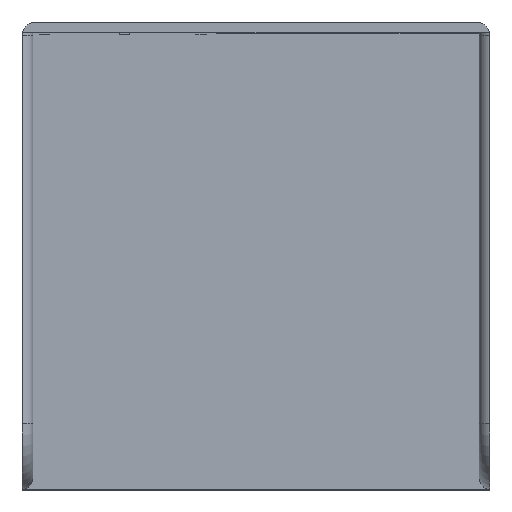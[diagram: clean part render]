
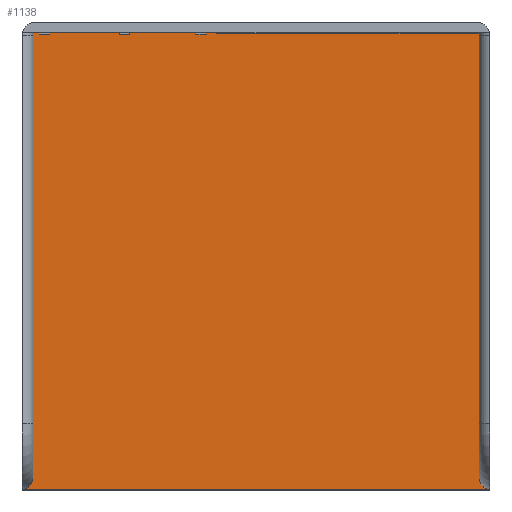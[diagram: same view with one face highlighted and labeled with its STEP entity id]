
A CAD part, top view. The second image highlights one B-rep face of the part: STEP entity #1138.
In plain terms, the highlighted planar face has unit normal (0, 0, 1).
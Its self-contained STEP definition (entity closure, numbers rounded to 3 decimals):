
#32=FACE_BOUND('',#198,.T.);
#33=FACE_BOUND('',#199,.T.);
#34=FACE_BOUND('',#200,.T.);
#55=CIRCLE('',#1229,5.);
#61=CIRCLE('',#1240,5.);
#62=CIRCLE('',#1242,5.);
#71=PLANE('',#1246);
#131=FACE_OUTER_BOUND('',#197,.T.);
#197=EDGE_LOOP('',(#881,#882,#883,#884,#885,#886,#887,#888,#889));
#198=EDGE_LOOP('',(#890,#891,#892,#893));
#199=EDGE_LOOP('',(#894,#895,#896,#897));
#200=EDGE_LOOP('',(#898,#899,#900,#901));
#275=LINE('',#1744,#399);
#279=LINE('',#1751,#403);
#285=LINE('',#1818,#409);
#286=LINE('',#1820,#410);
#287=LINE('',#1822,#411);
#288=LINE('',#1823,#412);
#289=LINE('',#1826,#413);
#290=LINE('',#1828,#414);
#291=LINE('',#1830,#415);
#292=LINE('',#1831,#416);
#293=LINE('',#1834,#417);
#294=LINE('',#1836,#418);
#295=LINE('',#1838,#419);
#296=LINE('',#1839,#420);
#297=LINE('',#1842,#421);
#298=LINE('',#1844,#422);
#299=LINE('',#1846,#423);
#300=LINE('',#1847,#424);
#399=VECTOR('',#1397,10.);
#403=VECTOR('',#1403,10.);
#409=VECTOR('',#1439,10.);
#410=VECTOR('',#1440,10.);
#411=VECTOR('',#1441,10.);
#412=VECTOR('',#1442,10.);
#413=VECTOR('',#1443,10.);
#414=VECTOR('',#1444,10.);
#415=VECTOR('',#1445,10.);
#416=VECTOR('',#1446,10.);
#417=VECTOR('',#1447,10.);
#418=VECTOR('',#1448,10.);
#419=VECTOR('',#1449,10.);
#420=VECTOR('',#1450,10.);
#421=VECTOR('',#1451,10.);
#422=VECTOR('',#1452,10.);
#423=VECTOR('',#1453,10.);
#424=VECTOR('',#1454,10.);
#509=VERTEX_POINT('',#1638);
#532=VERTEX_POINT('',#1738);
#533=VERTEX_POINT('',#1739);
#535=VERTEX_POINT('',#1749);
#541=VERTEX_POINT('',#1800);
#542=VERTEX_POINT('',#1804);
#543=VERTEX_POINT('',#1805);
#548=VERTEX_POINT('',#1819);
#549=VERTEX_POINT('',#1821);
#550=VERTEX_POINT('',#1824);
#551=VERTEX_POINT('',#1825);
#552=VERTEX_POINT('',#1827);
#553=VERTEX_POINT('',#1829);
#554=VERTEX_POINT('',#1832);
#555=VERTEX_POINT('',#1833);
#556=VERTEX_POINT('',#1835);
#557=VERTEX_POINT('',#1837);
#558=VERTEX_POINT('',#1840);
#559=VERTEX_POINT('',#1841);
#560=VERTEX_POINT('',#1843);
#561=VERTEX_POINT('',#1845);
#652=EDGE_CURVE('',#532,#533,#55,.T.);
#655=EDGE_CURVE('',#509,#532,#275,.T.);
#659=EDGE_CURVE('',#533,#535,#279,.T.);
#668=EDGE_CURVE('',#509,#541,#61,.F.);
#670=EDGE_CURVE('',#542,#543,#62,.T.);
#677=EDGE_CURVE('',#542,#541,#285,.T.);
#678=EDGE_CURVE('',#535,#548,#286,.T.);
#679=EDGE_CURVE('',#548,#549,#287,.T.);
#680=EDGE_CURVE('',#543,#549,#288,.T.);
#681=EDGE_CURVE('',#550,#551,#289,.T.);
#682=EDGE_CURVE('',#551,#552,#290,.T.);
#683=EDGE_CURVE('',#552,#553,#291,.T.);
#684=EDGE_CURVE('',#553,#550,#292,.T.);
#685=EDGE_CURVE('',#554,#555,#293,.T.);
#686=EDGE_CURVE('',#555,#556,#294,.T.);
#687=EDGE_CURVE('',#556,#557,#295,.T.);
#688=EDGE_CURVE('',#557,#554,#296,.T.);
#689=EDGE_CURVE('',#558,#559,#297,.T.);
#690=EDGE_CURVE('',#559,#560,#298,.T.);
#691=EDGE_CURVE('',#560,#561,#299,.T.);
#692=EDGE_CURVE('',#561,#558,#300,.T.);
#881=ORIENTED_EDGE('',*,*,#670,.F.);
#882=ORIENTED_EDGE('',*,*,#677,.T.);
#883=ORIENTED_EDGE('',*,*,#668,.F.);
#884=ORIENTED_EDGE('',*,*,#655,.T.);
#885=ORIENTED_EDGE('',*,*,#652,.T.);
#886=ORIENTED_EDGE('',*,*,#659,.T.);
#887=ORIENTED_EDGE('',*,*,#678,.T.);
#888=ORIENTED_EDGE('',*,*,#679,.T.);
#889=ORIENTED_EDGE('',*,*,#680,.F.);
#890=ORIENTED_EDGE('',*,*,#681,.T.);
#891=ORIENTED_EDGE('',*,*,#682,.T.);
#892=ORIENTED_EDGE('',*,*,#683,.T.);
#893=ORIENTED_EDGE('',*,*,#684,.T.);
#894=ORIENTED_EDGE('',*,*,#685,.T.);
#895=ORIENTED_EDGE('',*,*,#686,.T.);
#896=ORIENTED_EDGE('',*,*,#687,.T.);
#897=ORIENTED_EDGE('',*,*,#688,.T.);
#898=ORIENTED_EDGE('',*,*,#689,.T.);
#899=ORIENTED_EDGE('',*,*,#690,.T.);
#900=ORIENTED_EDGE('',*,*,#691,.T.);
#901=ORIENTED_EDGE('',*,*,#692,.T.);
#1138=ADVANCED_FACE('',(#131,#32,#33,#34),#71,.T.);
#1229=AXIS2_PLACEMENT_3D('',#1740,#1391,#1392);
#1240=AXIS2_PLACEMENT_3D('',#1801,#1421,#1422);
#1242=AXIS2_PLACEMENT_3D('',#1806,#1426,#1427);
#1246=AXIS2_PLACEMENT_3D('',#1817,#1437,#1438);
#1391=DIRECTION('center_axis',(0.,0.,-1.));
#1392=DIRECTION('ref_axis',(-0.2,-0.98,0.));
#1397=DIRECTION('',(1.,0.,0.));
#1403=DIRECTION('',(0.,1.,0.));
#1421=DIRECTION('center_axis',(0.,0.,-1.));
#1422=DIRECTION('ref_axis',(0.2,-0.98,0.));
#1426=DIRECTION('center_axis',(0.,0.,-1.));
#1427=DIRECTION('ref_axis',(-0.707,0.707,0.));
#1437=DIRECTION('center_axis',(0.,0.,1.));
#1438=DIRECTION('ref_axis',(1.,0.,0.));
#1439=DIRECTION('',(0.,-1.,0.));
#1440=DIRECTION('',(-1.,0.,0.));
#1441=DIRECTION('',(0.,1.,0.));
#1442=DIRECTION('',(1.,0.,0.));
#1443=DIRECTION('',(0.,1.,0.));
#1444=DIRECTION('',(1.,0.,0.));
#1445=DIRECTION('',(0.,-1.,0.));
#1446=DIRECTION('',(-1.,0.,0.));
#1447=DIRECTION('',(0.,1.,0.));
#1448=DIRECTION('',(1.,0.,0.));
#1449=DIRECTION('',(0.,-1.,0.));
#1450=DIRECTION('',(-1.,0.,0.));
#1451=DIRECTION('',(0.,1.,0.));
#1452=DIRECTION('',(1.,0.,0.));
#1453=DIRECTION('',(0.,-1.,0.));
#1454=DIRECTION('',(-1.,0.,0.));
#1638=CARTESIAN_POINT('',(-35.077,-148.664,5.));
#1738=CARTESIAN_POINT('',(142.923,-148.664,5.));
#1739=CARTESIAN_POINT('',(138.923,-143.765,5.));
#1740=CARTESIAN_POINT('Origin',(143.923,-143.765,5.));
#1744=CARTESIAN_POINT('',(142.923,-148.664,5.));
#1749=CARTESIAN_POINT('',(138.923,25.336,5.));
#1751=CARTESIAN_POINT('',(138.923,-15.164,5.));
#1800=CARTESIAN_POINT('',(-31.077,-143.765,5.));
#1801=CARTESIAN_POINT('Origin',(-36.077,-143.765,5.));
#1804=CARTESIAN_POINT('',(-31.077,29.235,5.));
#1805=CARTESIAN_POINT('',(-30.077,29.336,5.));
#1806=CARTESIAN_POINT('Origin',(-30.077,24.336,5.));
#1817=CARTESIAN_POINT('Origin',(53.923,-59.664,5.));
#1818=CARTESIAN_POINT('',(-31.077,-104.164,5.));
#1819=CARTESIAN_POINT('',(38.923,25.336,5.));
#1820=CARTESIAN_POINT('',(11.423,25.336,5.));
#1821=CARTESIAN_POINT('',(38.923,29.336,5.));
#1822=CARTESIAN_POINT('',(38.923,25.336,5.));
#1823=CARTESIAN_POINT('',(90.923,29.336,5.));
#1824=CARTESIAN_POINT('',(-28.546,25.002,5.));
#1825=CARTESIAN_POINT('',(-28.546,29.002,5.));
#1826=CARTESIAN_POINT('',(-28.546,-17.331,5.));
#1827=CARTESIAN_POINT('',(-24.546,29.002,5.));
#1828=CARTESIAN_POINT('',(12.689,29.002,5.));
#1829=CARTESIAN_POINT('',(-24.546,25.002,5.));
#1830=CARTESIAN_POINT('',(-24.546,-15.331,5.));
#1831=CARTESIAN_POINT('',(14.689,25.002,5.));
#1832=CARTESIAN_POINT('',(1.785,24.985,5.));
#1833=CARTESIAN_POINT('',(1.785,28.985,5.));
#1834=CARTESIAN_POINT('',(1.785,-17.34,5.));
#1835=CARTESIAN_POINT('',(5.785,28.985,5.));
#1836=CARTESIAN_POINT('',(27.854,28.985,5.));
#1837=CARTESIAN_POINT('',(5.785,24.985,5.));
#1838=CARTESIAN_POINT('',(5.785,-15.34,5.));
#1839=CARTESIAN_POINT('',(29.854,24.985,5.));
#1840=CARTESIAN_POINT('',(31.,25.,5.));
#1841=CARTESIAN_POINT('',(31.,29.,5.));
#1842=CARTESIAN_POINT('',(31.,-17.332,5.));
#1843=CARTESIAN_POINT('',(35.,29.,5.));
#1844=CARTESIAN_POINT('',(42.462,29.,5.));
#1845=CARTESIAN_POINT('',(35.,25.,5.));
#1846=CARTESIAN_POINT('',(35.,-15.332,5.));
#1847=CARTESIAN_POINT('',(44.462,25.,5.));
